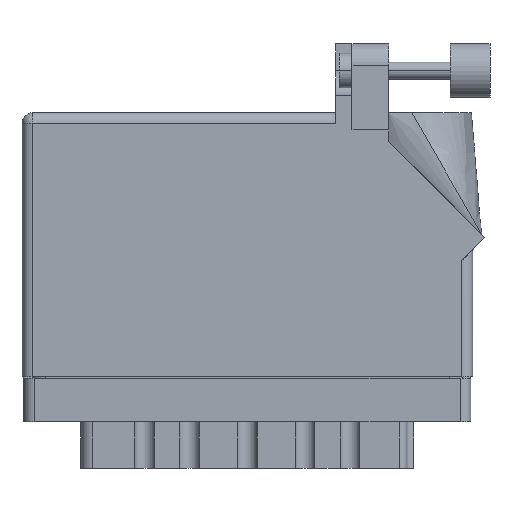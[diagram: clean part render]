
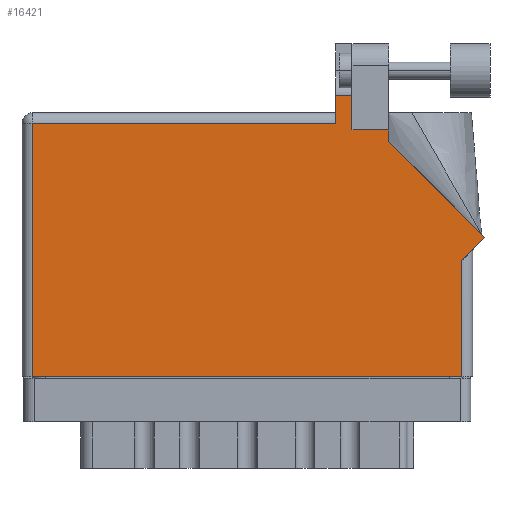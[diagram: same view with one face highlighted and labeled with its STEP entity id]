
A CAD part, front view. The second image highlights one B-rep face of the part: STEP entity #16421.
In plain terms, the highlighted face is planar.
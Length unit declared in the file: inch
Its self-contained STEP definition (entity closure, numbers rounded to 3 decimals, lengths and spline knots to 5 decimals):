
#37 = VERTEX_POINT ( 'NONE', #12526 ) ;
#656 = CARTESIAN_POINT ( 'NONE',  ( 2.126, 1.36442, 0. ) ) ;
#2444 = VECTOR ( 'NONE', #35307, 39.37008 ) ;
#3439 = VECTOR ( 'NONE', #5993, 39.37008 ) ;
#3787 = EDGE_CURVE ( 'NONE', #10989, #30433, #31928, .T. ) ;
#4245 = EDGE_CURVE ( 'NONE', #27461, #31781, #16793, .T. ) ;
#4375 = ORIENTED_EDGE ( 'NONE', *, *, #3787, .T. ) ;
#4391 = EDGE_CURVE ( 'NONE', #40454, #27461, #31893, .T. ) ;
#5993 = DIRECTION ( 'NONE',  ( -1., 0., 0. ) ) ;
#6010 = EDGE_CURVE ( 'NONE', #30308, #48111, #37616, .T. ) ;
#6073 = EDGE_CURVE ( 'NONE', #37, #30308, #35273, .T. ) ;
#6128 = EDGE_LOOP ( 'NONE', ( #7894, #25242, #33980, #42470, #41147, #4375, #20728, #12412, #14163, #34950, #18665 ) ) ;
#6327 = CARTESIAN_POINT ( 'NONE',  ( 0., 1.468, 0. ) ) ;
#7140 = LINE ( 'NONE', #29554, #26372 ) ;
#7291 = DIRECTION ( 'NONE',  ( -0.707, 0.707, 0. ) ) ;
#7635 = CARTESIAN_POINT ( 'NONE',  ( 1.819, 1.53, 0. ) ) ;
#7894 = ORIENTED_EDGE ( 'NONE', *, *, #6073, .T. ) ;
#9179 = CARTESIAN_POINT ( 'NONE',  ( 2.55, 0., 0. ) ) ;
#10989 = VERTEX_POINT ( 'NONE', #13332 ) ;
#11819 = VECTOR ( 'NONE', #16916, 39.37008 ) ;
#12412 = ORIENTED_EDGE ( 'NONE', *, *, #4391, .T. ) ;
#12526 = CARTESIAN_POINT ( 'NONE',  ( 1.913, 1.43, 0. ) ) ;
#13332 = CARTESIAN_POINT ( 'NONE',  ( 0.062, 0., 0. ) ) ;
#14163 = ORIENTED_EDGE ( 'NONE', *, *, #4245, .T. ) ;
#14635 = VERTEX_POINT ( 'NONE', #16588 ) ;
#14803 = VECTOR ( 'NONE', #44803, 39.37008 ) ;
#16421 = ADVANCED_FACE ( 'NONE', ( #39104 ), #26910, .F. ) ;
#16588 = CARTESIAN_POINT ( 'NONE',  ( 0.062, 1.468, 0. ) ) ;
#16793 = LINE ( 'NONE', #22720, #33652 ) ;
#16916 = DIRECTION ( 'NONE',  ( -1., 0., 0. ) ) ;
#17196 = CARTESIAN_POINT ( 'NONE',  ( 2.126, 1.43, 0. ) ) ;
#18337 = EDGE_CURVE ( 'NONE', #22647, #37, #23355, .T. ) ;
#18541 = AXIS2_PLACEMENT_3D ( 'NONE', #30783, #22375, #26253 ) ;
#18665 = ORIENTED_EDGE ( 'NONE', *, *, #18337, .T. ) ;
#20728 = ORIENTED_EDGE ( 'NONE', *, *, #42748, .T. ) ;
#21699 = VECTOR ( 'NONE', #26667, 39.37008 ) ;
#22375 = DIRECTION ( 'NONE',  ( 0., 0., -1. ) ) ;
#22647 = VERTEX_POINT ( 'NONE', #30856 ) ;
#22671 = VECTOR ( 'NONE', #31717, 39.37008 ) ;
#22720 = CARTESIAN_POINT ( 'NONE',  ( 2.68271, 0.80771, 0. ) ) ;
#22945 = LINE ( 'NONE', #34562, #21699 ) ;
#23276 = LINE ( 'NONE', #656, #22671 ) ;
#23355 = LINE ( 'NONE', #17196, #32326 ) ;
#24918 = EDGE_CURVE ( 'NONE', #32170, #14635, #48528, .T. ) ;
#25242 = ORIENTED_EDGE ( 'NONE', *, *, #6010, .T. ) ;
#26253 = DIRECTION ( 'NONE',  ( -1., 0., 0. ) ) ;
#26372 = VECTOR ( 'NONE', #44346, 39.37008 ) ;
#26374 = CARTESIAN_POINT ( 'NONE',  ( 1.913, 1.6315, 0. ) ) ;
#26667 = DIRECTION ( 'NONE',  ( 0., 1., 0. ) ) ;
#26910 = PLANE ( 'NONE',  #18541 ) ;
#27461 = VERTEX_POINT ( 'NONE', #31672 ) ;
#28939 = EDGE_CURVE ( 'NONE', #31781, #22647, #23276, .T. ) ;
#29326 = DIRECTION ( 'NONE',  ( 1., 0., 0. ) ) ;
#29554 = CARTESIAN_POINT ( 'NONE',  ( 0.062, 0., 0. ) ) ;
#29668 = CARTESIAN_POINT ( 'NONE',  ( 0., 0., 0. ) ) ;
#29879 = CARTESIAN_POINT ( 'NONE',  ( 2.126, 1.36442, 0. ) ) ;
#30308 = VERTEX_POINT ( 'NONE', #26374 ) ;
#30433 = VERTEX_POINT ( 'NONE', #9179 ) ;
#30783 = CARTESIAN_POINT ( 'NONE',  ( 0., 1.53, 0. ) ) ;
#30856 = CARTESIAN_POINT ( 'NONE',  ( 2.126, 1.43, 0. ) ) ;
#31672 = CARTESIAN_POINT ( 'NONE',  ( 2.68271, 0.80771, 0. ) ) ;
#31717 = DIRECTION ( 'NONE',  ( 0., 1., 0. ) ) ;
#31781 = VERTEX_POINT ( 'NONE', #29879 ) ;
#31893 = LINE ( 'NONE', #34978, #2444 ) ;
#31928 = LINE ( 'NONE', #29668, #34934 ) ;
#32170 = VERTEX_POINT ( 'NONE', #43787 ) ;
#32326 = VECTOR ( 'NONE', #32517, 39.37008 ) ;
#32517 = DIRECTION ( 'NONE',  ( -1., 0., 0. ) ) ;
#32738 = CARTESIAN_POINT ( 'NONE',  ( 2.24377, 1.6315, 0. ) ) ;
#33652 = VECTOR ( 'NONE', #7291, 39.37008 ) ;
#33980 = ORIENTED_EDGE ( 'NONE', *, *, #34636, .T. ) ;
#34562 = CARTESIAN_POINT ( 'NONE',  ( 2.55, 0.737, 0. ) ) ;
#34636 = EDGE_CURVE ( 'NONE', #48111, #32170, #36009, .T. ) ;
#34934 = VECTOR ( 'NONE', #29326, 39.37008 ) ;
#34950 = ORIENTED_EDGE ( 'NONE', *, *, #28939, .T. ) ;
#34978 = CARTESIAN_POINT ( 'NONE',  ( 2.612, 0.737, 0. ) ) ;
#35243 = CARTESIAN_POINT ( 'NONE',  ( 1.819, 1.6315, 0. ) ) ;
#35273 = LINE ( 'NONE', #48561, #14803 ) ;
#35307 = DIRECTION ( 'NONE',  ( 0.707, 0.707, 0. ) ) ;
#36009 = LINE ( 'NONE', #7635, #47462 ) ;
#37616 = LINE ( 'NONE', #32738, #11819 ) ;
#38029 = CARTESIAN_POINT ( 'NONE',  ( 2.55, 0.675, 0. ) ) ;
#39104 = FACE_OUTER_BOUND ( 'NONE', #6128, .T. ) ;
#40213 = EDGE_CURVE ( 'NONE', #14635, #10989, #7140, .T. ) ;
#40454 = VERTEX_POINT ( 'NONE', #38029 ) ;
#41147 = ORIENTED_EDGE ( 'NONE', *, *, #40213, .T. ) ;
#42470 = ORIENTED_EDGE ( 'NONE', *, *, #24918, .T. ) ;
#42583 = DIRECTION ( 'NONE',  ( 0., -1., 0. ) ) ;
#42748 = EDGE_CURVE ( 'NONE', #30433, #40454, #22945, .T. ) ;
#43787 = CARTESIAN_POINT ( 'NONE',  ( 1.819, 1.468, 0. ) ) ;
#44346 = DIRECTION ( 'NONE',  ( 0., -1., 0. ) ) ;
#44803 = DIRECTION ( 'NONE',  ( 0., 1., 0. ) ) ;
#47462 = VECTOR ( 'NONE', #42583, 39.37008 ) ;
#48111 = VERTEX_POINT ( 'NONE', #35243 ) ;
#48528 = LINE ( 'NONE', #6327, #3439 ) ;
#48561 = CARTESIAN_POINT ( 'NONE',  ( 1.913, 1.43, 0. ) ) ;
